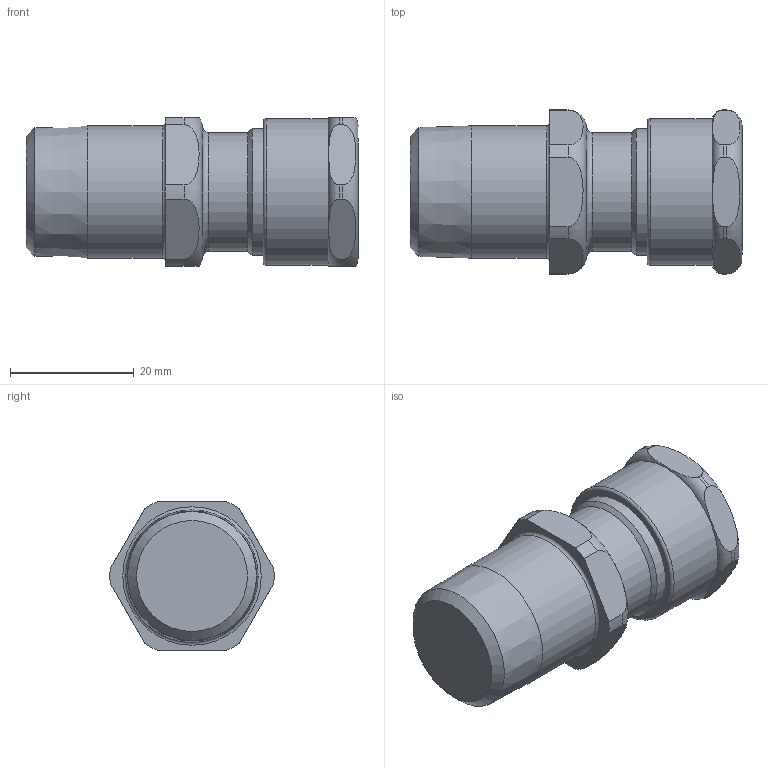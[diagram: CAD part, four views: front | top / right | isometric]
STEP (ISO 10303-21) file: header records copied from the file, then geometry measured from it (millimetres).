
FILE_DESCRIPTION(/* description */ (''),/* implementation_level */ '2;1');
FILE_NAME(/* name */ '501 421 Os_1_2_NPT.stp',/* time_stamp */ '2020-06-29T18:02:57+06:00',/* author */ ('jgandhi'),/* organization */ (''),/* preprocessor_version */ 'ST-DEVELOPER v18',/* originating_system */ 'Autodesk Inventor 2020',/* authorisation */ '');
FILE_SCHEMA (('AUTOMOTIVE_DESIGN { 1 0 10303 214 3 1 1 }'));
Length unit declared in the file: millimetre
Products named in the file (1): 501 421 O_1_2_NPT
Bounding box: 53.58 x 26.49 x 24 mm (x, y, z)
Volume: 25144.5 mm3; surface area: 8187 mm2
Topology: 5 solids, 5 shells, 114 faces, 301 edges, 198 vertices
Faces by surface type: plane 49, cylinder 25, torus 21, cone 16, bspline 3
Full cylindrical faces by diameter (mm): 12 x1, 16.05 x1, 16.3 x1, 19 x1, 19.15 x1, 20.512 x1, 21.34 x1, 23.65 x1
Entity records: 4224 total; most frequent: CARTESIAN_POINT 1234, DIRECTION 605, ORIENTED_EDGE 602, EDGE_CURVE 301, AXIS2_PLACEMENT_3D 261, VERTEX_POINT 198, CIRCLE 149, STYLED_ITEM 119
